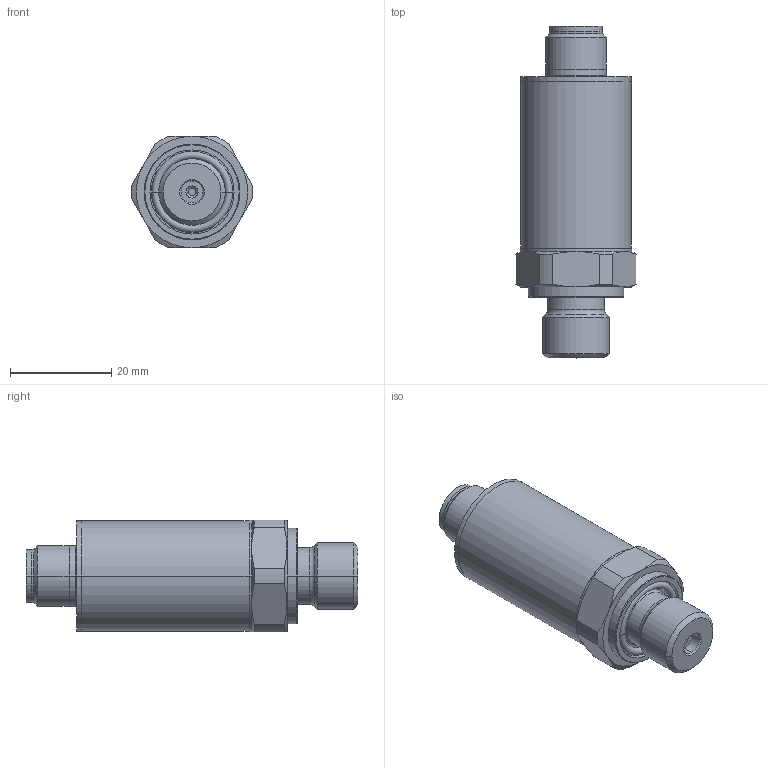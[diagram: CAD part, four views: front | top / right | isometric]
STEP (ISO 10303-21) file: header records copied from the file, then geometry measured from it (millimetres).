
FILE_DESCRIPTION(('Creo Elements/Direct Modeling STEP Export'),'2;1');
FILE_NAME('GS4700M12.stp','2023-09-13T16:11:21',(''),(''),'Creo Elements/Direct Modeling STEP processor for AP214 (Solid Model)','Creo Elements/Direct Modeling 20.1B 02-Apr-2019 (C) Parametric Technology GmbH','');
FILE_SCHEMA(('AUTOMOTIVE_DESIGN { 1 0 10303 214 1 1 1 1 }'));
Length unit declared in the file: millimetre
Products named in the file (8): Z0762; Z0505; Z0644; 9435_1; 9255; 9436; 9253; GS4700M12.stp
Assembly tree (7 placements, depth 2):
  GS4700M12.stp
    9253
    9436
    9255
    9435_1
    Z0644
    Z0505
    Z0762
Bounding box: 23.83 x 65.5 x 22 mm (x, y, z)
Volume: 9525.1 mm3; surface area: 12553.6 mm2
Topology: 7 solids, 7 shells, 267 faces, 639 edges, 401 vertices
Faces by surface type: cylinder 121, plane 74, cone 44, torus 20, sphere 8
Entity records: 8813 total; most frequent: CARTESIAN_POINT 1799, ORIENTED_EDGE 1246, DIRECTION 1150, EDGE_CURVE 623, AXIS2_PLACEMENT_3D 462, VERTEX_POINT 401, EDGE_LOOP 310, FACE_OUTER_BOUND 267
